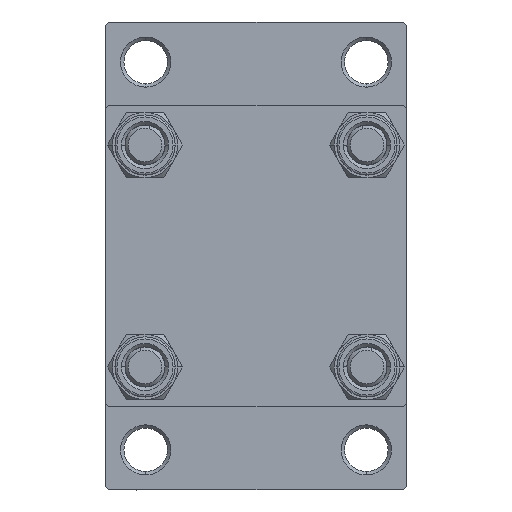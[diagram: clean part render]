
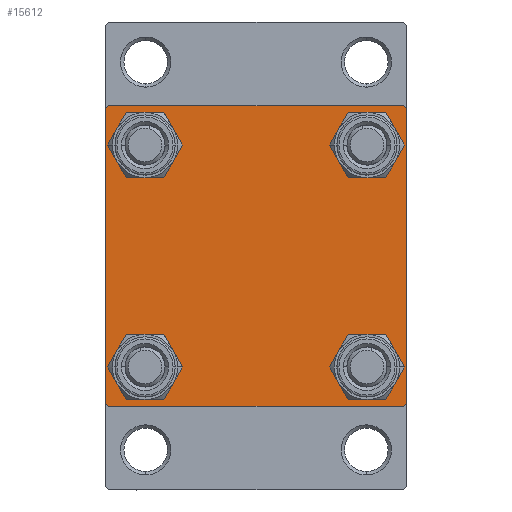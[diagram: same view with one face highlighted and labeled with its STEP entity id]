
A CAD part, left-side view. The second image highlights one B-rep face of the part: STEP entity #15612.
In plain terms, the highlighted planar face has unit normal (-1, 0, 0).
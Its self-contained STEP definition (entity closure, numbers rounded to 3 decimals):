
#603 = VECTOR ( 'NONE', #34747, 1000. ) ;
#723 = VERTEX_POINT ( 'NONE', #1161 ) ;
#803 = AXIS2_PLACEMENT_3D ( 'NONE', #39366, #17474, #32152 ) ;
#888 = CARTESIAN_POINT ( 'NONE',  ( 0., 22.5, 22.5 ) ) ;
#1161 = CARTESIAN_POINT ( 'NONE',  ( 0., 16.6, -20.1 ) ) ;
#1186 = ORIENTED_EDGE ( 'NONE', *, *, #35916, .F. ) ;
#2279 = VECTOR ( 'NONE', #3259, 1000. ) ;
#2362 = EDGE_CURVE ( 'NONE', #20779, #11952, #14712, .T. ) ;
#2397 = CARTESIAN_POINT ( 'NONE',  ( 0., -22., -22.5 ) ) ;
#2505 = CIRCLE ( 'NONE', #29376, 3.5 ) ;
#2714 = CARTESIAN_POINT ( 'NONE',  ( 0., 22.5, 22. ) ) ;
#2751 = VECTOR ( 'NONE', #7015, 1000. ) ;
#2805 = PLANE ( 'NONE',  #803 ) ;
#2937 = DIRECTION ( 'NONE',  ( 0., 0., 1. ) ) ;
#3259 = DIRECTION ( 'NONE',  ( 0., 0., -1. ) ) ;
#3769 = EDGE_CURVE ( 'NONE', #723, #24392, #32001, .T. ) ;
#4065 = LINE ( 'NONE', #33408, #18407 ) ;
#4392 = VECTOR ( 'NONE', #11709, 1000. ) ;
#5240 = VECTOR ( 'NONE', #30955, 1000. ) ;
#5798 = EDGE_CURVE ( 'NONE', #5976, #12906, #6683, .T. ) ;
#5976 = VERTEX_POINT ( 'NONE', #8550 ) ;
#6506 = EDGE_CURVE ( 'NONE', #19298, #15553, #17507, .T. ) ;
#6683 = CIRCLE ( 'NONE', #39706, 3.5 ) ;
#6860 = CARTESIAN_POINT ( 'NONE',  ( 0., 22., 22.5 ) ) ;
#6939 = CARTESIAN_POINT ( 'NONE',  ( 0., 22., -22.5 ) ) ;
#6993 = CARTESIAN_POINT ( 'NONE',  ( 0., 16.6, -13.1 ) ) ;
#7015 = DIRECTION ( 'NONE',  ( 0., 0., -1. ) ) ;
#7998 = CARTESIAN_POINT ( 'NONE',  ( 0., -22.5, 22. ) ) ;
#8550 = CARTESIAN_POINT ( 'NONE',  ( 0., -16.6, 13.1 ) ) ;
#9145 = EDGE_CURVE ( 'NONE', #34505, #15402, #36016, .T. ) ;
#9330 = CARTESIAN_POINT ( 'NONE',  ( 0., -16.6, 16.6 ) ) ;
#9379 = CIRCLE ( 'NONE', #36239, 3.5 ) ;
#10027 = FACE_OUTER_BOUND ( 'NONE', #41075, .T. ) ;
#10128 = ORIENTED_EDGE ( 'NONE', *, *, #9145, .T. ) ;
#10134 = EDGE_LOOP ( 'NONE', ( #10128, #25213 ) ) ;
#10145 = DIRECTION ( 'NONE',  ( 1., 0., 0. ) ) ;
#10550 = LINE ( 'NONE', #13712, #40359 ) ;
#11234 = AXIS2_PLACEMENT_3D ( 'NONE', #15550, #37443, #11946 ) ;
#11709 = DIRECTION ( 'NONE',  ( 0., -1., 0. ) ) ;
#11946 = DIRECTION ( 'NONE',  ( 0., 0., 1. ) ) ;
#11952 = VERTEX_POINT ( 'NONE', #15768 ) ;
#12120 = LINE ( 'NONE', #45312, #603 ) ;
#12570 = ORIENTED_EDGE ( 'NONE', *, *, #43696, .T. ) ;
#12906 = VERTEX_POINT ( 'NONE', #43496 ) ;
#13712 = CARTESIAN_POINT ( 'NONE',  ( 0., 22.5, -22.5 ) ) ;
#14409 = CARTESIAN_POINT ( 'NONE',  ( 0., -16.6, -16.6 ) ) ;
#14548 = EDGE_CURVE ( 'NONE', #11952, #31404, #4065, .T. ) ;
#14556 = LINE ( 'NONE', #42960, #2279 ) ;
#14712 = LINE ( 'NONE', #40672, #2751 ) ;
#14933 = CARTESIAN_POINT ( 'NONE',  ( 0., -16.6, -13.1 ) ) ;
#15257 = AXIS2_PLACEMENT_3D ( 'NONE', #14409, #32680, #47355 ) ;
#15402 = VERTEX_POINT ( 'NONE', #18448 ) ;
#15456 = EDGE_CURVE ( 'NONE', #15553, #19298, #24618, .T. ) ;
#15550 = CARTESIAN_POINT ( 'NONE',  ( 0., 16.6, -16.6 ) ) ;
#15553 = VERTEX_POINT ( 'NONE', #18920 ) ;
#15612 = ADVANCED_FACE ( 'NONE', ( #27842, #42496, #31689, #24696, #10027 ), #2805, .T. ) ;
#15768 = CARTESIAN_POINT ( 'NONE',  ( 0., 22.5, -22. ) ) ;
#16796 = AXIS2_PLACEMENT_3D ( 'NONE', #25692, #40349, #29782 ) ;
#16826 = ORIENTED_EDGE ( 'NONE', *, *, #3769, .T. ) ;
#17474 = DIRECTION ( 'NONE',  ( -1., 0., 0. ) ) ;
#17480 = VECTOR ( 'NONE', #45364, 1000. ) ;
#17481 = VERTEX_POINT ( 'NONE', #7998 ) ;
#17507 = CIRCLE ( 'NONE', #45916, 3.5 ) ;
#17711 = DIRECTION ( 'NONE',  ( 1., 0., 0. ) ) ;
#18407 = VECTOR ( 'NONE', #29807, 1000. ) ;
#18448 = CARTESIAN_POINT ( 'NONE',  ( 0., -16.6, -20.1 ) ) ;
#18680 = EDGE_CURVE ( 'NONE', #15402, #34505, #9379, .T. ) ;
#18920 = CARTESIAN_POINT ( 'NONE',  ( 0., 16.6, 20.1 ) ) ;
#19298 = VERTEX_POINT ( 'NONE', #31142 ) ;
#19379 = CARTESIAN_POINT ( 'NONE',  ( 0., -22.25, -22.25 ) ) ;
#19647 = DIRECTION ( 'NONE',  ( 0., 0., 1. ) ) ;
#20114 = EDGE_CURVE ( 'NONE', #12906, #5976, #2505, .T. ) ;
#20779 = VERTEX_POINT ( 'NONE', #2714 ) ;
#20856 = DIRECTION ( 'NONE',  ( 0., 0., 1. ) ) ;
#21067 = VERTEX_POINT ( 'NONE', #23353 ) ;
#21177 = DIRECTION ( 'NONE',  ( 1., 0., 0. ) ) ;
#21419 = DIRECTION ( 'NONE',  ( 0., 0., 1. ) ) ;
#21584 = ORIENTED_EDGE ( 'NONE', *, *, #14548, .T. ) ;
#22292 = LINE ( 'NONE', #888, #4392 ) ;
#23353 = CARTESIAN_POINT ( 'NONE',  ( 0., -22., 22.5 ) ) ;
#23736 = LINE ( 'NONE', #26373, #5240 ) ;
#24327 = CARTESIAN_POINT ( 'NONE',  ( 0., -16.6, 16.6 ) ) ;
#24392 = VERTEX_POINT ( 'NONE', #6993 ) ;
#24618 = CIRCLE ( 'NONE', #46151, 3.5 ) ;
#24696 = FACE_BOUND ( 'NONE', #33430, .T. ) ;
#25085 = ORIENTED_EDGE ( 'NONE', *, *, #6506, .T. ) ;
#25213 = ORIENTED_EDGE ( 'NONE', *, *, #18680, .T. ) ;
#25692 = CARTESIAN_POINT ( 'NONE',  ( 0., 16.6, -16.6 ) ) ;
#25791 = ORIENTED_EDGE ( 'NONE', *, *, #5798, .T. ) ;
#26189 = EDGE_LOOP ( 'NONE', ( #43257, #16826 ) ) ;
#26373 = CARTESIAN_POINT ( 'NONE',  ( 0., -22.25, 22.25 ) ) ;
#26450 = ORIENTED_EDGE ( 'NONE', *, *, #2362, .T. ) ;
#27842 = FACE_BOUND ( 'NONE', #39299, .T. ) ;
#28156 = DIRECTION ( 'NONE',  ( 0., -1., 0. ) ) ;
#29376 = AXIS2_PLACEMENT_3D ( 'NONE', #24327, #30886, #45552 ) ;
#29782 = DIRECTION ( 'NONE',  ( 0., 0., 1. ) ) ;
#29807 = DIRECTION ( 'NONE',  ( 0., -0.707, -0.707 ) ) ;
#30886 = DIRECTION ( 'NONE',  ( 1., 0., 0. ) ) ;
#30955 = DIRECTION ( 'NONE',  ( 0., 0.707, 0.707 ) ) ;
#31142 = CARTESIAN_POINT ( 'NONE',  ( 0., 16.6, 13.1 ) ) ;
#31404 = VERTEX_POINT ( 'NONE', #6939 ) ;
#31474 = EDGE_CURVE ( 'NONE', #31404, #36841, #10550, .T. ) ;
#31689 = FACE_BOUND ( 'NONE', #26189, .T. ) ;
#32001 = CIRCLE ( 'NONE', #11234, 3.5 ) ;
#32152 = DIRECTION ( 'NONE',  ( 0., 0., 1. ) ) ;
#32680 = DIRECTION ( 'NONE',  ( 1., 0., 0. ) ) ;
#33408 = CARTESIAN_POINT ( 'NONE',  ( 0., 22.25, -22.25 ) ) ;
#33430 = EDGE_LOOP ( 'NONE', ( #40080, #25085 ) ) ;
#33606 = ORIENTED_EDGE ( 'NONE', *, *, #31474, .T. ) ;
#34348 = VERTEX_POINT ( 'NONE', #46960 ) ;
#34505 = VERTEX_POINT ( 'NONE', #14933 ) ;
#34747 = DIRECTION ( 'NONE',  ( 0., 0.707, -0.707 ) ) ;
#35916 = EDGE_CURVE ( 'NONE', #41382, #21067, #22292, .T. ) ;
#36016 = CIRCLE ( 'NONE', #15257, 3.5 ) ;
#36239 = AXIS2_PLACEMENT_3D ( 'NONE', #40152, #21177, #21419 ) ;
#36841 = VERTEX_POINT ( 'NONE', #2397 ) ;
#37443 = DIRECTION ( 'NONE',  ( 1., 0., 0. ) ) ;
#38134 = LINE ( 'NONE', #19379, #17480 ) ;
#38440 = ORIENTED_EDGE ( 'NONE', *, *, #40368, .T. ) ;
#38888 = ORIENTED_EDGE ( 'NONE', *, *, #44931, .T. ) ;
#39299 = EDGE_LOOP ( 'NONE', ( #43985, #25791 ) ) ;
#39366 = CARTESIAN_POINT ( 'NONE',  ( 0., 0., 0. ) ) ;
#39706 = AXIS2_PLACEMENT_3D ( 'NONE', #9330, #17711, #20856 ) ;
#40080 = ORIENTED_EDGE ( 'NONE', *, *, #15456, .T. ) ;
#40152 = CARTESIAN_POINT ( 'NONE',  ( 0., -16.6, -16.6 ) ) ;
#40198 = ORIENTED_EDGE ( 'NONE', *, *, #47121, .F. ) ;
#40349 = DIRECTION ( 'NONE',  ( 1., 0., 0. ) ) ;
#40359 = VECTOR ( 'NONE', #28156, 1000. ) ;
#40368 = EDGE_CURVE ( 'NONE', #17481, #21067, #23736, .T. ) ;
#40672 = CARTESIAN_POINT ( 'NONE',  ( 0., 22.5, 22.5 ) ) ;
#41075 = EDGE_LOOP ( 'NONE', ( #26450, #21584, #33606, #12570, #40198, #38440, #1186, #38888 ) ) ;
#41382 = VERTEX_POINT ( 'NONE', #6860 ) ;
#41538 = CARTESIAN_POINT ( 'NONE',  ( 0., 16.6, 16.6 ) ) ;
#42496 = FACE_BOUND ( 'NONE', #10134, .T. ) ;
#42881 = CIRCLE ( 'NONE', #16796, 3.5 ) ;
#42960 = CARTESIAN_POINT ( 'NONE',  ( 0., -22.5, 22.5 ) ) ;
#43098 = CARTESIAN_POINT ( 'NONE',  ( 0., 16.6, 16.6 ) ) ;
#43257 = ORIENTED_EDGE ( 'NONE', *, *, #45395, .T. ) ;
#43496 = CARTESIAN_POINT ( 'NONE',  ( 0., -16.6, 20.1 ) ) ;
#43696 = EDGE_CURVE ( 'NONE', #36841, #34348, #38134, .T. ) ;
#43985 = ORIENTED_EDGE ( 'NONE', *, *, #20114, .T. ) ;
#44896 = DIRECTION ( 'NONE',  ( 1., 0., 0. ) ) ;
#44931 = EDGE_CURVE ( 'NONE', #41382, #20779, #12120, .T. ) ;
#45312 = CARTESIAN_POINT ( 'NONE',  ( 0., 22.25, 22.25 ) ) ;
#45364 = DIRECTION ( 'NONE',  ( 0., -0.707, 0.707 ) ) ;
#45395 = EDGE_CURVE ( 'NONE', #24392, #723, #42881, .T. ) ;
#45552 = DIRECTION ( 'NONE',  ( 0., 0., 1. ) ) ;
#45916 = AXIS2_PLACEMENT_3D ( 'NONE', #43098, #10145, #2937 ) ;
#46151 = AXIS2_PLACEMENT_3D ( 'NONE', #41538, #44896, #19647 ) ;
#46960 = CARTESIAN_POINT ( 'NONE',  ( 0., -22.5, -22. ) ) ;
#47121 = EDGE_CURVE ( 'NONE', #17481, #34348, #14556, .T. ) ;
#47355 = DIRECTION ( 'NONE',  ( 0., 0., 1. ) ) ;
